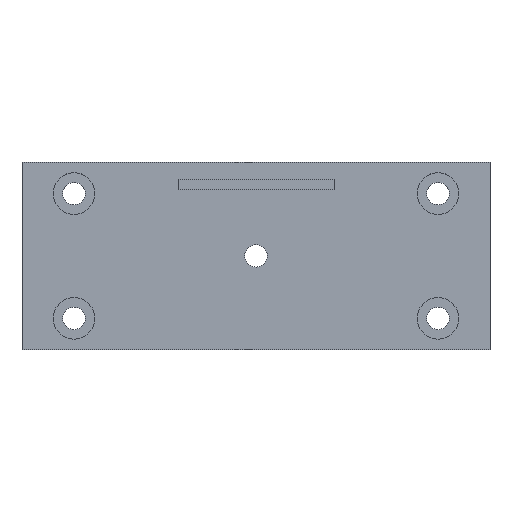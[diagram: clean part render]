
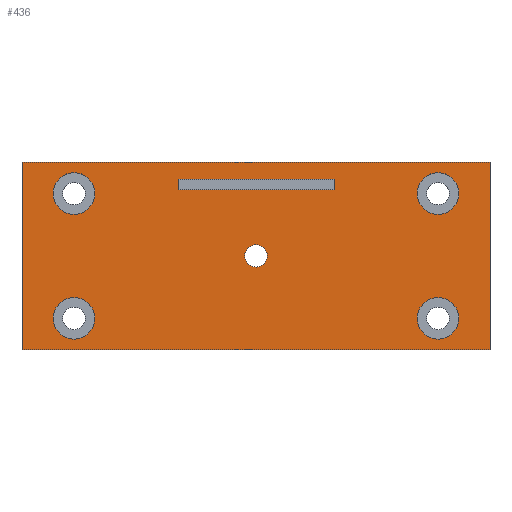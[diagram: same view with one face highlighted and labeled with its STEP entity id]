
A CAD part, top view. The second image highlights one B-rep face of the part: STEP entity #436.
In plain terms, the highlighted planar face has unit normal (0, 0, 1).
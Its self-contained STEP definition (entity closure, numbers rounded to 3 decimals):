
#25=FACE_BOUND('',#123,.T.);
#26=FACE_BOUND('',#124,.T.);
#27=FACE_BOUND('',#125,.T.);
#28=FACE_BOUND('',#126,.T.);
#29=FACE_BOUND('',#127,.T.);
#30=FACE_BOUND('',#128,.T.);
#34=CIRCLE('',#462,4.);
#37=CIRCLE('',#467,4.);
#40=CIRCLE('',#472,4.);
#43=CIRCLE('',#477,4.);
#50=CIRCLE('',#495,2.153);
#86=FACE_OUTER_BOUND('',#122,.T.);
#122=EDGE_LOOP('',(#382,#383,#384,#385));
#123=EDGE_LOOP('',(#386,#387,#388,#389));
#124=EDGE_LOOP('',(#390));
#125=EDGE_LOOP('',(#391));
#126=EDGE_LOOP('',(#392));
#127=EDGE_LOOP('',(#393));
#128=EDGE_LOOP('',(#394));
#129=LINE('',#629,#163);
#133=LINE('',#637,#167);
#136=LINE('',#643,#170);
#139=LINE('',#648,#173);
#146=LINE('',#699,#180);
#150=LINE('',#707,#184);
#153=LINE('',#713,#187);
#156=LINE('',#718,#190);
#163=VECTOR('',#501,10.);
#167=VECTOR('',#507,10.);
#170=VECTOR('',#512,10.);
#173=VECTOR('',#517,10.);
#180=VECTOR('',#578,10.);
#184=VECTOR('',#584,10.);
#187=VECTOR('',#589,10.);
#190=VECTOR('',#594,10.);
#197=VERTEX_POINT('',#627);
#198=VERTEX_POINT('',#628);
#201=VERTEX_POINT('',#636);
#203=VERTEX_POINT('',#642);
#208=VERTEX_POINT('',#661);
#211=VERTEX_POINT('',#670);
#214=VERTEX_POINT('',#679);
#217=VERTEX_POINT('',#688);
#220=VERTEX_POINT('',#697);
#221=VERTEX_POINT('',#698);
#224=VERTEX_POINT('',#706);
#226=VERTEX_POINT('',#712);
#232=VERTEX_POINT('',#738);
#233=EDGE_CURVE('',#197,#198,#129,.T.);
#237=EDGE_CURVE('',#198,#201,#133,.T.);
#240=EDGE_CURVE('',#201,#203,#136,.T.);
#243=EDGE_CURVE('',#203,#197,#139,.T.);
#249=EDGE_CURVE('',#208,#208,#34,.T.);
#253=EDGE_CURVE('',#211,#211,#37,.T.);
#257=EDGE_CURVE('',#214,#214,#40,.T.);
#261=EDGE_CURVE('',#217,#217,#43,.T.);
#265=EDGE_CURVE('',#220,#221,#146,.T.);
#269=EDGE_CURVE('',#221,#224,#150,.T.);
#272=EDGE_CURVE('',#224,#226,#153,.T.);
#275=EDGE_CURVE('',#226,#220,#156,.T.);
#286=EDGE_CURVE('',#232,#232,#50,.T.);
#382=ORIENTED_EDGE('',*,*,#275,.T.);
#383=ORIENTED_EDGE('',*,*,#265,.T.);
#384=ORIENTED_EDGE('',*,*,#269,.T.);
#385=ORIENTED_EDGE('',*,*,#272,.T.);
#386=ORIENTED_EDGE('',*,*,#233,.T.);
#387=ORIENTED_EDGE('',*,*,#237,.T.);
#388=ORIENTED_EDGE('',*,*,#240,.T.);
#389=ORIENTED_EDGE('',*,*,#243,.T.);
#390=ORIENTED_EDGE('',*,*,#249,.T.);
#391=ORIENTED_EDGE('',*,*,#253,.T.);
#392=ORIENTED_EDGE('',*,*,#257,.T.);
#393=ORIENTED_EDGE('',*,*,#261,.T.);
#394=ORIENTED_EDGE('',*,*,#286,.T.);
#410=PLANE('',#496);
#436=ADVANCED_FACE('',(#86,#25,#26,#27,#28,#29,#30),#410,.T.);
#462=AXIS2_PLACEMENT_3D('',#662,#534,#535);
#467=AXIS2_PLACEMENT_3D('',#671,#545,#546);
#472=AXIS2_PLACEMENT_3D('',#680,#556,#557);
#477=AXIS2_PLACEMENT_3D('',#689,#567,#568);
#495=AXIS2_PLACEMENT_3D('',#740,#621,#622);
#496=AXIS2_PLACEMENT_3D('',#741,#623,#624);
#501=DIRECTION('',(0.,1.,0.));
#507=DIRECTION('',(1.,0.,0.));
#512=DIRECTION('',(0.,-1.,0.));
#517=DIRECTION('',(-1.,0.,0.));
#534=DIRECTION('center_axis',(0.,0.,-1.));
#535=DIRECTION('ref_axis',(-1.,0.,0.));
#545=DIRECTION('center_axis',(0.,0.,-1.));
#546=DIRECTION('ref_axis',(-1.,0.,0.));
#556=DIRECTION('center_axis',(0.,0.,-1.));
#557=DIRECTION('ref_axis',(-1.,0.,0.));
#567=DIRECTION('center_axis',(0.,0.,-1.));
#568=DIRECTION('ref_axis',(-1.,0.,0.));
#578=DIRECTION('',(-1.,0.,0.));
#584=DIRECTION('',(0.,-1.,0.));
#589=DIRECTION('',(1.,0.,0.));
#594=DIRECTION('',(0.,1.,0.));
#621=DIRECTION('center_axis',(0.,0.,-1.));
#622=DIRECTION('ref_axis',(1.,0.,0.));
#623=DIRECTION('center_axis',(0.,0.,1.));
#624=DIRECTION('ref_axis',(1.,0.,0.));
#627=CARTESIAN_POINT('',(-15.,12.75,0.));
#628=CARTESIAN_POINT('',(-15.,14.75,0.));
#629=CARTESIAN_POINT('',(-15.,7.375,0.));
#636=CARTESIAN_POINT('',(15.,14.75,0.));
#637=CARTESIAN_POINT('',(7.5,14.75,0.));
#642=CARTESIAN_POINT('',(15.,12.75,0.));
#643=CARTESIAN_POINT('',(15.,6.375,0.));
#648=CARTESIAN_POINT('',(-7.5,12.75,0.));
#661=CARTESIAN_POINT('',(39.,-12.,0.));
#662=CARTESIAN_POINT('Origin',(35.,-12.,0.));
#670=CARTESIAN_POINT('',(-31.,12.,0.));
#671=CARTESIAN_POINT('Origin',(-35.,12.,0.));
#679=CARTESIAN_POINT('',(39.,12.,0.));
#680=CARTESIAN_POINT('Origin',(35.,12.,0.));
#688=CARTESIAN_POINT('',(-31.,-12.,0.));
#689=CARTESIAN_POINT('Origin',(-35.,-12.,0.));
#697=CARTESIAN_POINT('',(45.,18.,0.));
#698=CARTESIAN_POINT('',(-45.,18.,0.));
#699=CARTESIAN_POINT('',(45.,18.,0.));
#706=CARTESIAN_POINT('',(-45.,-18.,0.));
#707=CARTESIAN_POINT('',(-45.,18.,0.));
#712=CARTESIAN_POINT('',(45.,-18.,0.));
#713=CARTESIAN_POINT('',(-45.,-18.,0.));
#718=CARTESIAN_POINT('',(45.,-18.,0.));
#738=CARTESIAN_POINT('',(-2.153,0.,0.));
#740=CARTESIAN_POINT('Origin',(0.,0.,0.));
#741=CARTESIAN_POINT('Origin',(0.,0.,0.));
